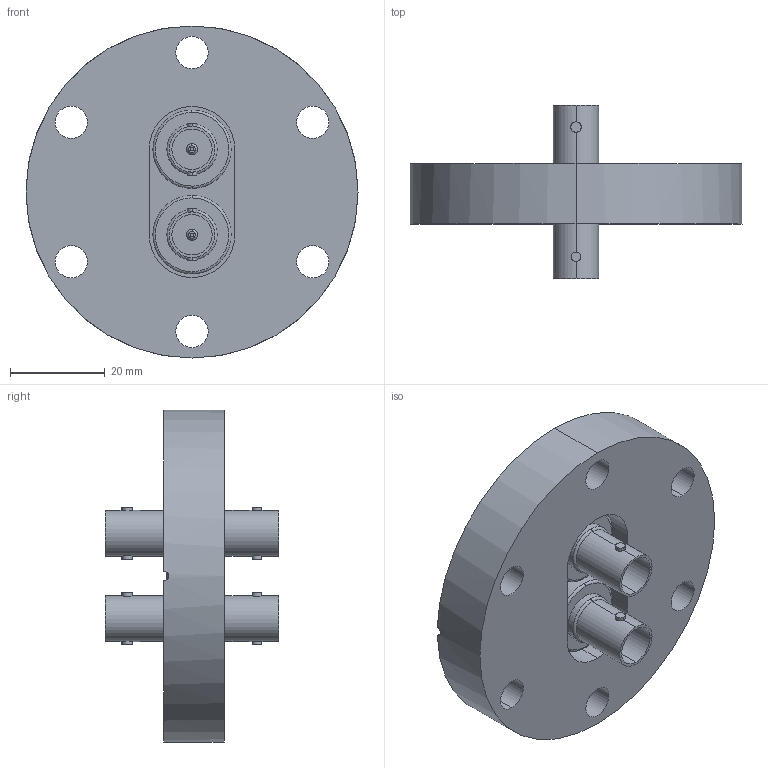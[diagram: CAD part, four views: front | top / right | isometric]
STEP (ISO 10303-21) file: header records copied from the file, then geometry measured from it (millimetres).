
FILE_DESCRIPTION (( 'STEP AP214' ), '1' );
FILE_NAME ('242-BNCD50-C40-2.STEP', '2014-11-27T11:32:24', ( 'allectra' ), ( 'Microsoft' ), 'SwSTEP 2.0', 'SolidWorks 2014', '' );
FILE_SCHEMA (( 'AUTOMOTIVE_DESIGN' ));
Length unit declared in the file: millimetre
Products named in the file (3): 242-BNCD50-I; 9411-C40-16.5-2_9411-C40-16.5-2; 242-BNCD50-C40-2
Assembly tree (3 placements, depth 2):
  242-BNCD50-C40-2
    9411-C40-16.5-2_9411-C40-16.5-2
    242-BNCD50-I  x2
Bounding box: 69.9 x 36.5 x 69.9 mm (x, y, z)
Volume: 40144.1 mm3; surface area: 19103.9 mm2
Topology: 3 solids, 5 shells, 154 faces, 343 edges, 218 vertices
Faces by surface type: cylinder 93, plane 41, cone 12, bspline 8
Entity records: 3303 total; most frequent: CARTESIAN_POINT 724, DIRECTION 525, ORIENTED_EDGE 438, AXIS2_PLACEMENT_3D 223, EDGE_CURVE 219, VERTEX_POINT 140, CIRCLE 126, EDGE_LOOP 123
